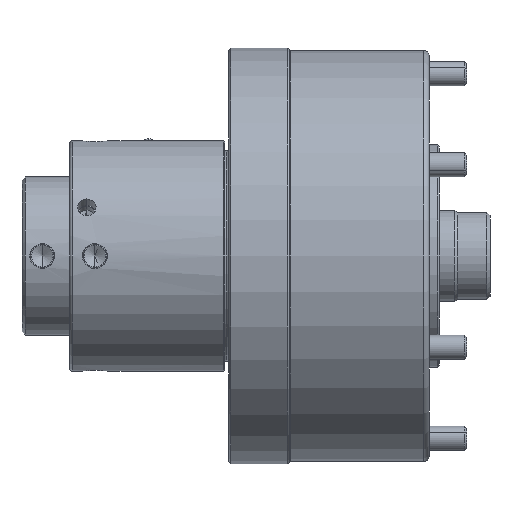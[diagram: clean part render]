
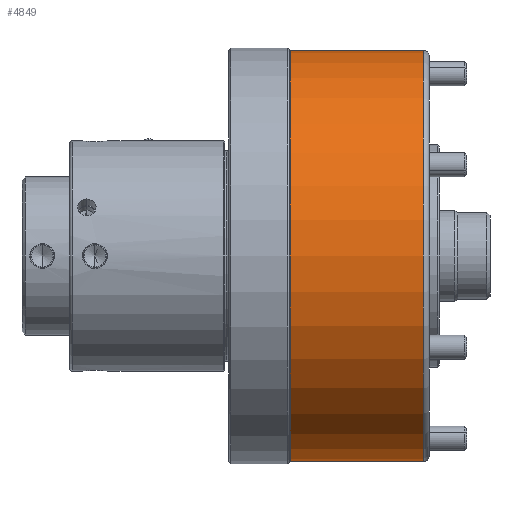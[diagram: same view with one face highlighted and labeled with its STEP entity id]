
A CAD part, front view. The second image highlights one B-rep face of the part: STEP entity #4849.
In plain terms, the highlighted cylindrical face has radius 101.5 mm (diameter 203 mm), a partial arc.
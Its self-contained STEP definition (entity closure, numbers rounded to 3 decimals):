
#44 = EDGE_CURVE ( 'NONE', #8723, #11938, #9414, .T. ) ;
#129 = ORIENTED_EDGE ( 'NONE', *, *, #4666, .F. ) ;
#360 = VECTOR ( 'NONE', #957, 1000. ) ;
#957 = DIRECTION ( 'NONE',  ( -1., 0., 0. ) ) ;
#1090 = CARTESIAN_POINT ( 'NONE',  ( 0., 0., -101.5 ) ) ;
#1217 = CIRCLE ( 'NONE', #4444, 101.5 ) ;
#1596 = LINE ( 'NONE', #1090, #360 ) ;
#1777 = DIRECTION ( 'NONE',  ( 0., 0., 1. ) ) ;
#2517 = CARTESIAN_POINT ( 'NONE',  ( 75., 0., 0. ) ) ;
#3053 = DIRECTION ( 'NONE',  ( 0., 0., 1. ) ) ;
#3781 = CYLINDRICAL_SURFACE ( 'NONE', #4244, 101.5 ) ;
#4007 = ORIENTED_EDGE ( 'NONE', *, *, #7689, .F. ) ;
#4244 = AXIS2_PLACEMENT_3D ( 'NONE', #11043, #10524, #3053 ) ;
#4442 = CARTESIAN_POINT ( 'NONE',  ( 9.3, 0., -101.5 ) ) ;
#4444 = AXIS2_PLACEMENT_3D ( 'NONE', #2517, #8423, #1777 ) ;
#4666 = EDGE_CURVE ( 'NONE', #9051, #6950, #1596, .T. ) ;
#4702 = CARTESIAN_POINT ( 'NONE',  ( 75., 0., 101.5 ) ) ;
#4849 = ADVANCED_FACE ( 'NONE', ( #8649 ), #3781, .T. ) ;
#4990 = VECTOR ( 'NONE', #11679, 1000. ) ;
#5592 = EDGE_CURVE ( 'NONE', #9051, #8723, #1217, .T. ) ;
#6950 = VERTEX_POINT ( 'NONE', #4442 ) ;
#7689 = EDGE_CURVE ( 'NONE', #6950, #11938, #11875, .T. ) ;
#7866 = CARTESIAN_POINT ( 'NONE',  ( 9.3, 0., 0. ) ) ;
#8094 = DIRECTION ( 'NONE',  ( -1., 0., 0. ) ) ;
#8420 = ORIENTED_EDGE ( 'NONE', *, *, #5592, .T. ) ;
#8423 = DIRECTION ( 'NONE',  ( -1., 0., 0. ) ) ;
#8649 = FACE_OUTER_BOUND ( 'NONE', #10323, .T. ) ;
#8723 = VERTEX_POINT ( 'NONE', #4702 ) ;
#8766 = AXIS2_PLACEMENT_3D ( 'NONE', #7866, #8094, #10480 ) ;
#9051 = VERTEX_POINT ( 'NONE', #9816 ) ;
#9218 = ORIENTED_EDGE ( 'NONE', *, *, #44, .T. ) ;
#9414 = LINE ( 'NONE', #11544, #4990 ) ;
#9816 = CARTESIAN_POINT ( 'NONE',  ( 75., 0., -101.5 ) ) ;
#10323 = EDGE_LOOP ( 'NONE', ( #129, #8420, #9218, #4007 ) ) ;
#10480 = DIRECTION ( 'NONE',  ( 0., 0., 1. ) ) ;
#10524 = DIRECTION ( 'NONE',  ( -1., 0., 0. ) ) ;
#11043 = CARTESIAN_POINT ( 'NONE',  ( 0., 0., 0. ) ) ;
#11544 = CARTESIAN_POINT ( 'NONE',  ( 0., 0., 101.5 ) ) ;
#11679 = DIRECTION ( 'NONE',  ( -1., 0., 0. ) ) ;
#11875 = CIRCLE ( 'NONE', #8766, 101.5 ) ;
#11938 = VERTEX_POINT ( 'NONE', #12258 ) ;
#12258 = CARTESIAN_POINT ( 'NONE',  ( 9.3, 0., 101.5 ) ) ;
